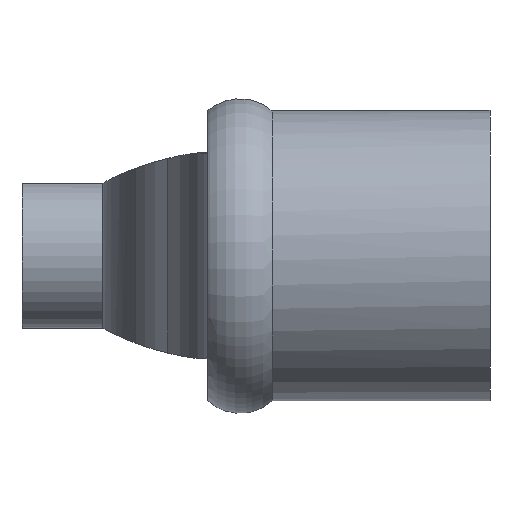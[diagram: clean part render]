
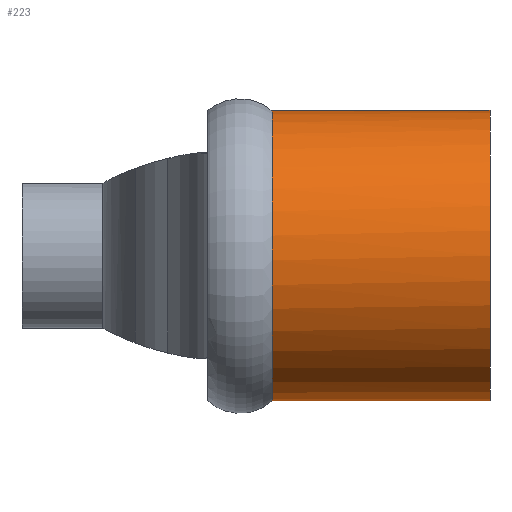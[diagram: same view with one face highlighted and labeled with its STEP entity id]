
A CAD part, left-side view. The second image highlights one B-rep face of the part: STEP entity #223.
In plain terms, the highlighted cylindrical face has radius 18 mm (diameter 36 mm), a full revolution.
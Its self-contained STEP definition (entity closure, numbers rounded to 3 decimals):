
#119=CYLINDRICAL_SURFACE('',#879,18.);
#223=ADVANCED_FACE('',(#257,#258),#119,.T.);
#257=FACE_BOUND('',#339,.T.);
#258=FACE_BOUND('',#340,.T.);
#339=EDGE_LOOP('',(#541));
#340=EDGE_LOOP('',(#542,#543,#544));
#350=CIRCLE('',#835,18.);
#353=CIRCLE('',#841,18.);
#354=CIRCLE('',#843,18.);
#358=CIRCLE('',#869,18.);
#541=ORIENTED_EDGE('',*,*,#656,.F.);
#542=ORIENTED_EDGE('',*,*,#676,.T.);
#543=ORIENTED_EDGE('',*,*,#674,.T.);
#544=ORIENTED_EDGE('',*,*,#735,.F.);
#587=VERTEX_POINT('',#1055);
#604=VERTEX_POINT('',#1109);
#606=VERTEX_POINT('',#1112);
#607=VERTEX_POINT('',#1119);
#656=EDGE_CURVE('',#587,#587,#350,.T.);
#674=EDGE_CURVE('',#606,#604,#353,.T.);
#676=EDGE_CURVE('',#607,#606,#354,.T.);
#735=EDGE_CURVE('',#607,#604,#358,.T.);
#835=AXIS2_PLACEMENT_3D('',#1054,#899,#900);
#841=AXIS2_PLACEMENT_3D('',#1111,#922,#923);
#843=AXIS2_PLACEMENT_3D('',#1118,#926,#927);
#869=AXIS2_PLACEMENT_3D('',#1437,#997,#998);
#879=AXIS2_PLACEMENT_3D('',#2700,#1019,#1020);
#899=DIRECTION('',(0.,-1.,0.));
#900=DIRECTION('',(0.,0.,-1.));
#922=DIRECTION('',(0.,-1.,0.));
#923=DIRECTION('',(0.,0.,-1.));
#926=DIRECTION('',(0.,-1.,0.));
#927=DIRECTION('',(0.,0.,-1.));
#997=DIRECTION('',(0.,1.,0.));
#998=DIRECTION('',(0.,0.,1.));
#1019=DIRECTION('',(0.,-1.,0.));
#1020=DIRECTION('',(0.,0.,-1.));
#1054=CARTESIAN_POINT('',(168.,63.25,0.));
#1055=CARTESIAN_POINT('',(168.,63.25,-18.));
#1109=CARTESIAN_POINT('',(180.806,90.25,12.649));
#1111=CARTESIAN_POINT('',(168.,90.25,0.));
#1112=CARTESIAN_POINT('',(186.,90.247,0.));
#1118=CARTESIAN_POINT('',(168.,90.25,0.));
#1119=CARTESIAN_POINT('',(180.806,90.25,-12.649));
#1437=CARTESIAN_POINT('',(168.,90.25,0.));
#2700=CARTESIAN_POINT('',(168.,50.25,0.));
